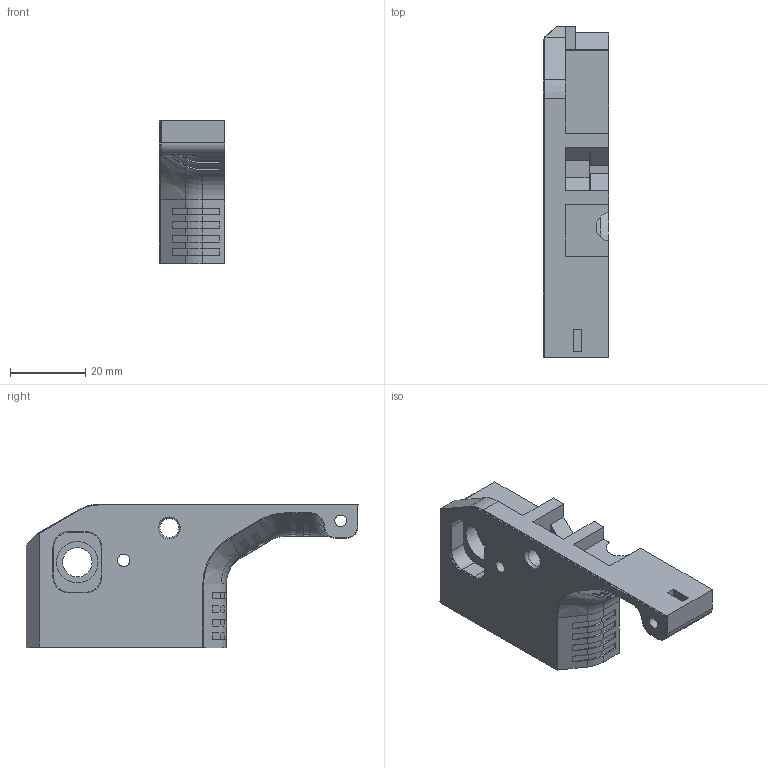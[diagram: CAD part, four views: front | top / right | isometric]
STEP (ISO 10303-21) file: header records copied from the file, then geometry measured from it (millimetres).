
FILE_DESCRIPTION(/* description */ (''),/* implementation_level */ '2;1');
FILE_NAME(/* name */ '24-magwell-right-textured.step',/* time_stamp */ '2022-04-06T21:24:31+01:00',/* author */ (''),/* organization */ (''),/* preprocessor_version */ 'ST-DEVELOPER v18.1',/* originating_system */ 'Autodesk Translation Framework v10.13.0.1454',/* authorisation */ '');
FILE_SCHEMA (('AUTOMOTIVE_DESIGN { 1 0 10303 214 3 1 1 }'));
Length unit declared in the file: millimetre
Products named in the file (1): 24-magwell-right-textured
Bounding box: 17.5 x 88.2 x 38.13 mm (x, y, z)
Volume: 23682.1 mm3; surface area: 11528.8 mm2
Topology: 1 solids, 1 shells, 490 faces, 1302 edges, 860 vertices
Faces by surface type: plane 411, cylinder 62, bspline 12, cone 3, torus 2
Full cylindrical faces by diameter (mm): 3 x5, 3.1 x2, 3.3 x2, 5.05 x1, 5.5 x1, 7.45 x1, 7.8 x1, 11 x1
Entity records: 15498 total; most frequent: CARTESIAN_POINT 3175, ORIENTED_EDGE 2604, DIRECTION 2368, EDGE_CURVE 1302, LINE 1134, VECTOR 1134, VERTEX_POINT 860, AXIS2_PLACEMENT_3D 617
